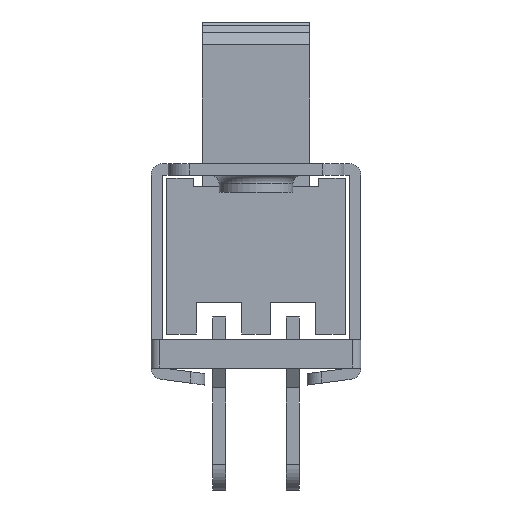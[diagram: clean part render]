
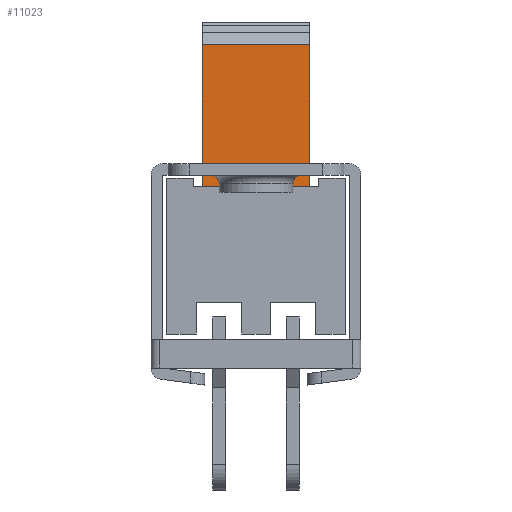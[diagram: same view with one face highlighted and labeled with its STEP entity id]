
A CAD part, left-side view. The second image highlights one B-rep face of the part: STEP entity #11023.
In plain terms, the highlighted planar face has unit normal (-1, 0, 0).
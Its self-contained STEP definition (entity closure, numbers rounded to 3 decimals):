
#9976 = PLANE('',#9977);
#9977 = AXIS2_PLACEMENT_3D('',#9978,#9979,#9980);
#9978 = CARTESIAN_POINT('',(0.,0.,5.2));
#9979 = DIRECTION('',(0.,0.,1.));
#9980 = DIRECTION('',(0.,1.,0.));
#10148 = EDGE_CURVE('',#10149,#10151,#10153,.T.);
#10149 = VERTEX_POINT('',#10150);
#10150 = CARTESIAN_POINT('',(-2.75,1.9,5.2));
#10151 = VERTEX_POINT('',#10152);
#10152 = CARTESIAN_POINT('',(-2.75,-1.9,5.2));
#10153 = SURFACE_CURVE('',#10154,(#10158,#10165),.PCURVE_S1.);
#10154 = LINE('',#10155,#10156);
#10155 = CARTESIAN_POINT('',(-2.75,1.9,5.2));
#10156 = VECTOR('',#10157,1.);
#10157 = DIRECTION('',(0.,-1.,0.));
#10158 = PCURVE('',#9976,#10159);
#10159 = DEFINITIONAL_REPRESENTATION('',(#10160),#10164);
#10160 = LINE('',#10161,#10162);
#10161 = CARTESIAN_POINT('',(1.9,2.75));
#10162 = VECTOR('',#10163,1.);
#10163 = DIRECTION('',(-1.,0.));
#10164 = ( GEOMETRIC_REPRESENTATION_CONTEXT(2) 
PARAMETRIC_REPRESENTATION_CONTEXT() REPRESENTATION_CONTEXT('2D SPACE',''
  ) );
#10165 = PCURVE('',#10166,#10171);
#10166 = PLANE('',#10167);
#10167 = AXIS2_PLACEMENT_3D('',#10168,#10169,#10170);
#10168 = CARTESIAN_POINT('',(-2.75,1.9,11.));
#10169 = DIRECTION('',(1.,0.,0.));
#10170 = DIRECTION('',(0.,0.,-1.));
#10171 = DEFINITIONAL_REPRESENTATION('',(#10172),#10176);
#10172 = LINE('',#10173,#10174);
#10173 = CARTESIAN_POINT('',(5.8,0.));
#10174 = VECTOR('',#10175,1.);
#10175 = DIRECTION('',(0.,-1.));
#10176 = ( GEOMETRIC_REPRESENTATION_CONTEXT(2) 
PARAMETRIC_REPRESENTATION_CONTEXT() REPRESENTATION_CONTEXT('2D SPACE',''
  ) );
#10194 = PLANE('',#10195);
#10195 = AXIS2_PLACEMENT_3D('',#10196,#10197,#10198);
#10196 = CARTESIAN_POINT('',(0.,1.9,8.1));
#10197 = DIRECTION('',(0.,1.,0.));
#10198 = DIRECTION('',(0.,0.,1.));
#10248 = PLANE('',#10249);
#10249 = AXIS2_PLACEMENT_3D('',#10250,#10251,#10252);
#10250 = CARTESIAN_POINT('',(0.,-1.9,8.1));
#10251 = DIRECTION('',(0.,1.,0.));
#10252 = DIRECTION('',(0.,0.,1.));
#11023 = ADVANCED_FACE('',(#11024),#10166,.F.);
#11024 = FACE_BOUND('',#11025,.F.);
#11025 = EDGE_LOOP('',(#11026,#11049,#11077,#11098));
#11026 = ORIENTED_EDGE('',*,*,#11027,.F.);
#11027 = EDGE_CURVE('',#11028,#10149,#11030,.T.);
#11028 = VERTEX_POINT('',#11029);
#11029 = CARTESIAN_POINT('',(-2.75,1.9,10.2));
#11030 = SURFACE_CURVE('',#11031,(#11035,#11042),.PCURVE_S1.);
#11031 = LINE('',#11032,#11033);
#11032 = CARTESIAN_POINT('',(-2.75,1.9,11.));
#11033 = VECTOR('',#11034,1.);
#11034 = DIRECTION('',(0.,0.,-1.));
#11035 = PCURVE('',#10166,#11036);
#11036 = DEFINITIONAL_REPRESENTATION('',(#11037),#11041);
#11037 = LINE('',#11038,#11039);
#11038 = CARTESIAN_POINT('',(0.,0.));
#11039 = VECTOR('',#11040,1.);
#11040 = DIRECTION('',(1.,0.));
#11041 = ( GEOMETRIC_REPRESENTATION_CONTEXT(2) 
PARAMETRIC_REPRESENTATION_CONTEXT() REPRESENTATION_CONTEXT('2D SPACE',''
  ) );
#11042 = PCURVE('',#10194,#11043);
#11043 = DEFINITIONAL_REPRESENTATION('',(#11044),#11048);
#11044 = LINE('',#11045,#11046);
#11045 = CARTESIAN_POINT('',(2.9,-2.75));
#11046 = VECTOR('',#11047,1.);
#11047 = DIRECTION('',(-1.,0.));
#11048 = ( GEOMETRIC_REPRESENTATION_CONTEXT(2) 
PARAMETRIC_REPRESENTATION_CONTEXT() REPRESENTATION_CONTEXT('2D SPACE',''
  ) );
#11049 = ORIENTED_EDGE('',*,*,#11050,.F.);
#11050 = EDGE_CURVE('',#11051,#11028,#11053,.T.);
#11051 = VERTEX_POINT('',#11052);
#11052 = CARTESIAN_POINT('',(-2.75,-1.9,10.2));
#11053 = SURFACE_CURVE('',#11054,(#11058,#11065),.PCURVE_S1.);
#11054 = LINE('',#11055,#11056);
#11055 = CARTESIAN_POINT('',(-2.75,-17.245,10.2));
#11056 = VECTOR('',#11057,1.);
#11057 = DIRECTION('',(0.,1.,0.));
#11058 = PCURVE('',#10166,#11059);
#11059 = DEFINITIONAL_REPRESENTATION('',(#11060),#11064);
#11060 = LINE('',#11061,#11062);
#11061 = CARTESIAN_POINT('',(0.8,-19.145));
#11062 = VECTOR('',#11063,1.);
#11063 = DIRECTION('',(0.,1.));
#11064 = ( GEOMETRIC_REPRESENTATION_CONTEXT(2) 
PARAMETRIC_REPRESENTATION_CONTEXT() REPRESENTATION_CONTEXT('2D SPACE',''
  ) );
#11065 = PCURVE('',#11066,#11071);
#11066 = PLANE('',#11067);
#11067 = AXIS2_PLACEMENT_3D('',#11068,#11069,#11070);
#11068 = CARTESIAN_POINT('',(-2.356,-17.245,
    10.647));
#11069 = DIRECTION('',(-0.75,0.,0.662));
#11070 = DIRECTION('',(-0.662,0.,-0.75));
#11071 = DEFINITIONAL_REPRESENTATION('',(#11072),#11076);
#11072 = LINE('',#11073,#11074);
#11073 = CARTESIAN_POINT('',(0.596,0.));
#11074 = VECTOR('',#11075,1.);
#11075 = DIRECTION('',(0.,-1.));
#11076 = ( GEOMETRIC_REPRESENTATION_CONTEXT(2) 
PARAMETRIC_REPRESENTATION_CONTEXT() REPRESENTATION_CONTEXT('2D SPACE',''
  ) );
#11077 = ORIENTED_EDGE('',*,*,#11078,.T.);
#11078 = EDGE_CURVE('',#11051,#10151,#11079,.T.);
#11079 = SURFACE_CURVE('',#11080,(#11084,#11091),.PCURVE_S1.);
#11080 = LINE('',#11081,#11082);
#11081 = CARTESIAN_POINT('',(-2.75,-1.9,11.));
#11082 = VECTOR('',#11083,1.);
#11083 = DIRECTION('',(0.,0.,-1.));
#11084 = PCURVE('',#10166,#11085);
#11085 = DEFINITIONAL_REPRESENTATION('',(#11086),#11090);
#11086 = LINE('',#11087,#11088);
#11087 = CARTESIAN_POINT('',(0.,-3.8));
#11088 = VECTOR('',#11089,1.);
#11089 = DIRECTION('',(1.,0.));
#11090 = ( GEOMETRIC_REPRESENTATION_CONTEXT(2) 
PARAMETRIC_REPRESENTATION_CONTEXT() REPRESENTATION_CONTEXT('2D SPACE',''
  ) );
#11091 = PCURVE('',#10248,#11092);
#11092 = DEFINITIONAL_REPRESENTATION('',(#11093),#11097);
#11093 = LINE('',#11094,#11095);
#11094 = CARTESIAN_POINT('',(2.9,-2.75));
#11095 = VECTOR('',#11096,1.);
#11096 = DIRECTION('',(-1.,0.));
#11097 = ( GEOMETRIC_REPRESENTATION_CONTEXT(2) 
PARAMETRIC_REPRESENTATION_CONTEXT() REPRESENTATION_CONTEXT('2D SPACE',''
  ) );
#11098 = ORIENTED_EDGE('',*,*,#10148,.F.);
